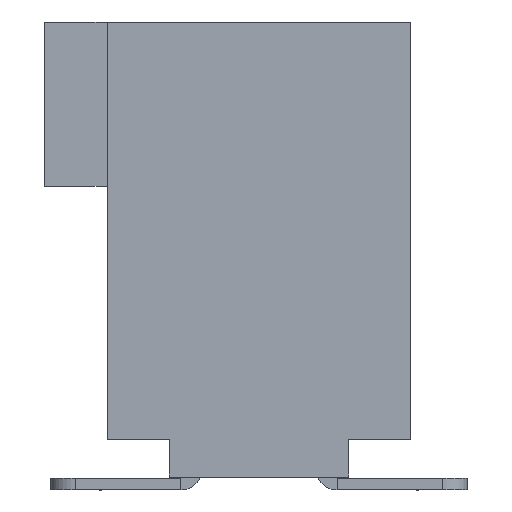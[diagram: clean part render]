
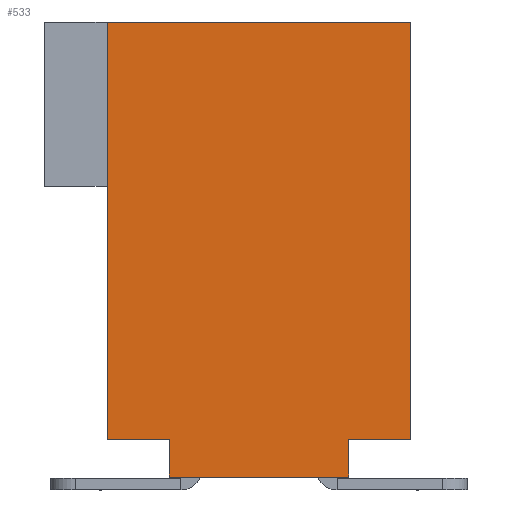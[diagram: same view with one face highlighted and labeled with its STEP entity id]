
A CAD part, left-side view. The second image highlights one B-rep face of the part: STEP entity #533.
In plain terms, the highlighted planar face has unit normal (-1, 0, 0).
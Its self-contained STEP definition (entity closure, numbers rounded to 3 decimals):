
#437=CARTESIAN_POINT('',(-4.635,0.9,-4.57));
#438=VERTEX_POINT('',#437);
#439=CARTESIAN_POINT('',(-4.635,0.9,-4.19));
#440=VERTEX_POINT('',#439);
#441=CARTESIAN_POINT('',(-4.635,0.9,-4.57));
#442=DIRECTION('',(0.,0.,1.));
#443=VECTOR('',#442,0.38);
#444=LINE('',#441,#443);
#445=EDGE_CURVE('',#438,#440,#444,.T.);
#471=CARTESIAN_POINT('',(-4.635,0.,-2.285));
#472=DIRECTION('',(0.,-1.,0.));
#473=DIRECTION('',(-1.,0.,0.));
#474=AXIS2_PLACEMENT_3D('',#471,#473,#472);
#475=PLANE('',#474);
#476=CARTESIAN_POINT('',(-4.635,1.525,0.));
#477=VERTEX_POINT('',#476);
#478=CARTESIAN_POINT('',(-4.635,1.525,-4.19));
#479=VERTEX_POINT('',#478);
#480=CARTESIAN_POINT('',(-4.635,1.525,0.));
#481=DIRECTION('',(0.,0.,-1.));
#482=VECTOR('',#481,4.19);
#483=LINE('',#480,#482);
#484=EDGE_CURVE('',#477,#479,#483,.T.);
#485=ORIENTED_EDGE('',*,*,#484,.T.);
#486=CARTESIAN_POINT('',(-4.635,1.525,-4.19));
#487=DIRECTION('',(0.,-1.,0.));
#488=VECTOR('',#487,0.625);
#489=LINE('',#486,#488);
#490=EDGE_CURVE('',#479,#440,#489,.T.);
#491=ORIENTED_EDGE('',*,*,#490,.T.);
#492=ORIENTED_EDGE('',*,*,#445,.F.);
#493=CARTESIAN_POINT('',(-4.635,-0.9,-4.57));
#494=VERTEX_POINT('',#493);
#495=CARTESIAN_POINT('',(-4.635,0.9,-4.57));
#496=DIRECTION('',(0.,-1.,0.));
#497=VECTOR('',#496,1.8);
#498=LINE('',#495,#497);
#499=EDGE_CURVE('',#438,#494,#498,.T.);
#500=ORIENTED_EDGE('',*,*,#499,.T.);
#501=CARTESIAN_POINT('',(-4.635,-0.9,-4.19));
#502=VERTEX_POINT('',#501);
#503=CARTESIAN_POINT('',(-4.635,-0.9,-4.57));
#504=DIRECTION('',(0.,0.,1.));
#505=VECTOR('',#504,0.38);
#506=LINE('',#503,#505);
#507=EDGE_CURVE('',#494,#502,#506,.T.);
#508=ORIENTED_EDGE('',*,*,#507,.T.);
#509=CARTESIAN_POINT('',(-4.635,-1.525,-4.19));
#510=VERTEX_POINT('',#509);
#511=CARTESIAN_POINT('',(-4.635,-0.9,-4.19));
#512=DIRECTION('',(0.,-1.,0.));
#513=VECTOR('',#512,0.625);
#514=LINE('',#511,#513);
#515=EDGE_CURVE('',#502,#510,#514,.T.);
#516=ORIENTED_EDGE('',*,*,#515,.T.);
#517=CARTESIAN_POINT('',(-4.635,-1.525,0.));
#518=VERTEX_POINT('',#517);
#519=CARTESIAN_POINT('',(-4.635,-1.525,-4.19));
#520=DIRECTION('',(0.,0.,1.));
#521=VECTOR('',#520,4.19);
#522=LINE('',#519,#521);
#523=EDGE_CURVE('',#510,#518,#522,.T.);
#524=ORIENTED_EDGE('',*,*,#523,.T.);
#525=CARTESIAN_POINT('',(-4.635,-1.525,0.));
#526=DIRECTION('',(0.,1.,0.));
#527=VECTOR('',#526,3.05);
#528=LINE('',#525,#527);
#529=EDGE_CURVE('',#518,#477,#528,.T.);
#530=ORIENTED_EDGE('',*,*,#529,.T.);
#531=EDGE_LOOP('',(#485,#491,#492,#500,#508,#516,#524,#530));
#532=FACE_OUTER_BOUND('',#531,.T.);
#533=ADVANCED_FACE('',(#532),#475,.T.);
